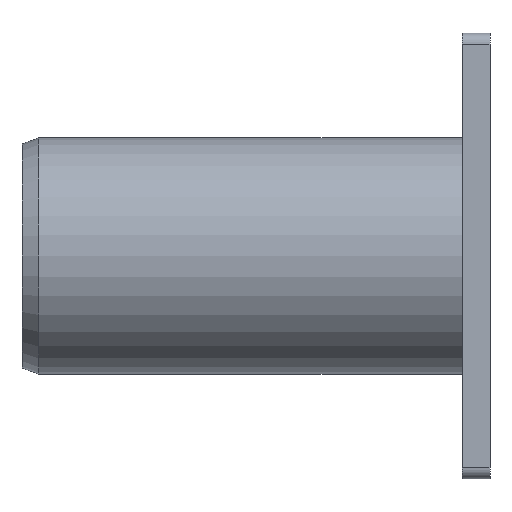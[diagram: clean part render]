
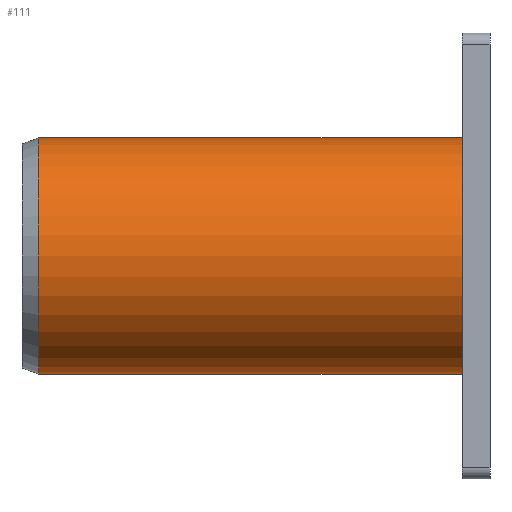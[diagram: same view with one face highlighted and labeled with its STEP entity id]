
A CAD part, left-side view. The second image highlights one B-rep face of the part: STEP entity #111.
In plain terms, the highlighted cylindrical face has radius 21.2 mm (diameter 42.4 mm), a partial arc.
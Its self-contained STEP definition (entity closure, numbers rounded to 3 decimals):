
#3 = CARTESIAN_POINT ( 'NONE',  ( 0., 81., -21.2 ) ) ;
#36 = CARTESIAN_POINT ( 'NONE',  ( 0., 84., -21.2 ) ) ;
#47 = CARTESIAN_POINT ( 'NONE',  ( 0., 5., 21.2 ) ) ;
#57 = AXIS2_PLACEMENT_3D ( 'NONE', #230, #792, #795 ) ;
#68 = CIRCLE ( 'NONE', #610, 21.2 ) ;
#81 = ORIENTED_EDGE ( 'NONE', *, *, #471, .F. ) ;
#111 = ADVANCED_FACE ( 'NONE', ( #459 ), #579, .T. ) ;
#130 = DIRECTION ( 'NONE',  ( 0., -1., 0. ) ) ;
#230 = CARTESIAN_POINT ( 'NONE',  ( 0., 84., 0. ) ) ;
#231 = VECTOR ( 'NONE', #130, 1000. ) ;
#234 = DIRECTION ( 'NONE',  ( 0., 1., 0. ) ) ;
#269 = CARTESIAN_POINT ( 'NONE',  ( 0., 81., 21.2 ) ) ;
#274 = CARTESIAN_POINT ( 'NONE',  ( 0., 84., 21.2 ) ) ;
#322 = EDGE_CURVE ( 'NONE', #496, #455, #765, .T. ) ;
#337 = VERTEX_POINT ( 'NONE', #47 ) ;
#351 = VERTEX_POINT ( 'NONE', #269 ) ;
#455 = VERTEX_POINT ( 'NONE', #800 ) ;
#459 = FACE_OUTER_BOUND ( 'NONE', #638, .T. ) ;
#471 = EDGE_CURVE ( 'NONE', #351, #337, #649, .T. ) ;
#496 = VERTEX_POINT ( 'NONE', #3 ) ;
#521 = EDGE_CURVE ( 'NONE', #351, #496, #865, .T. ) ;
#526 = DIRECTION ( 'NONE',  ( 0., -1., 0. ) ) ;
#574 = ORIENTED_EDGE ( 'NONE', *, *, #322, .T. ) ;
#579 = CYLINDRICAL_SURFACE ( 'NONE', #57, 21.2 ) ;
#609 = DIRECTION ( 'NONE',  ( 0., 0., 1. ) ) ;
#610 = AXIS2_PLACEMENT_3D ( 'NONE', #899, #234, #609 ) ;
#637 = EDGE_CURVE ( 'NONE', #455, #337, #68, .T. ) ;
#638 = EDGE_LOOP ( 'NONE', ( #81, #667, #574, #825 ) ) ;
#649 = LINE ( 'NONE', #274, #231 ) ;
#667 = ORIENTED_EDGE ( 'NONE', *, *, #521, .T. ) ;
#765 = LINE ( 'NONE', #36, #917 ) ;
#778 = AXIS2_PLACEMENT_3D ( 'NONE', #814, #526, #890 ) ;
#792 = DIRECTION ( 'NONE',  ( 0., -1., 0. ) ) ;
#795 = DIRECTION ( 'NONE',  ( 0., 0., -1. ) ) ;
#800 = CARTESIAN_POINT ( 'NONE',  ( 0., 5., -21.2 ) ) ;
#814 = CARTESIAN_POINT ( 'NONE',  ( 0., 81., 0. ) ) ;
#825 = ORIENTED_EDGE ( 'NONE', *, *, #637, .T. ) ;
#833 = DIRECTION ( 'NONE',  ( 0., -1., 0. ) ) ;
#865 = CIRCLE ( 'NONE', #778, 21.2 ) ;
#890 = DIRECTION ( 'NONE',  ( 0., 0., 1. ) ) ;
#899 = CARTESIAN_POINT ( 'NONE',  ( 0., 5., 0. ) ) ;
#917 = VECTOR ( 'NONE', #833, 1000. ) ;
